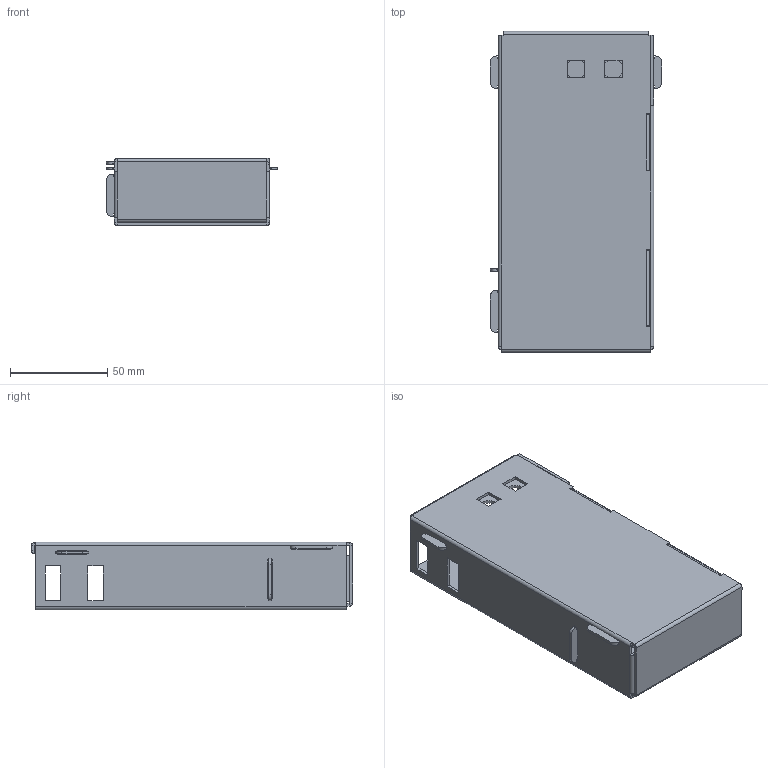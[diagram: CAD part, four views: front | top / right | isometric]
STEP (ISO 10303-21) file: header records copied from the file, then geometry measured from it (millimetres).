
FILE_DESCRIPTION(/* description */ (''),/* implementation_level */ '2;1');
FILE_NAME(/* name */ 'e7885c2f-0586-45a3-b15e-2d912e1d23e7.stp',/* time_stamp */ '2018-04-23T13:23:59+08:00',/* author */ (''),/* organization */ (''),/* preprocessor_version */ 'ST-DEVELOPER v17',/* originating_system */ 'Autodesk Translation Framework v7.1.0.215',/* authorisation */ '');
FILE_SCHEMA (('AUTOMOTIVE_DESIGN { 1 0 10303 214 3 1 1 }'));
Length unit declared in the file: millimetre
Products named in the file (1): Mykroscope Final
Bounding box: 88 x 165.2 x 34.7 mm (x, y, z)
Volume: 73857 mm3; surface area: 101797.1 mm2
Topology: 1 solids, 1 shells, 281 faces, 732 edges, 449 vertices
Faces by surface type: plane 239, cylinder 42
Full cylindrical faces by diameter (mm): 10 x2
Entity records: 8459 total; most frequent: ORIENTED_EDGE 1464, CARTESIAN_POINT 1463, DIRECTION 1381, EDGE_CURVE 732, LINE 647, VECTOR 647, VERTEX_POINT 449, AXIS2_PLACEMENT_3D 367
